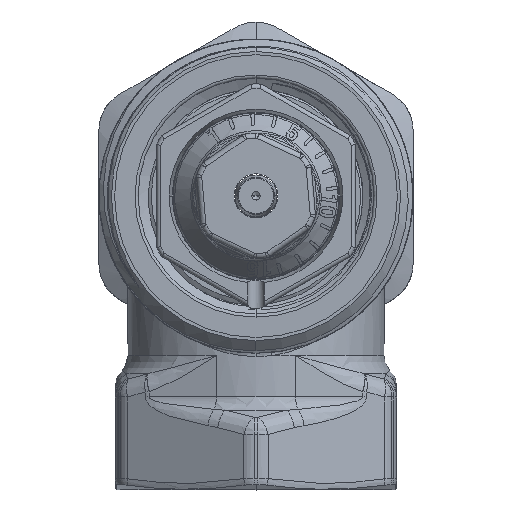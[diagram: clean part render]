
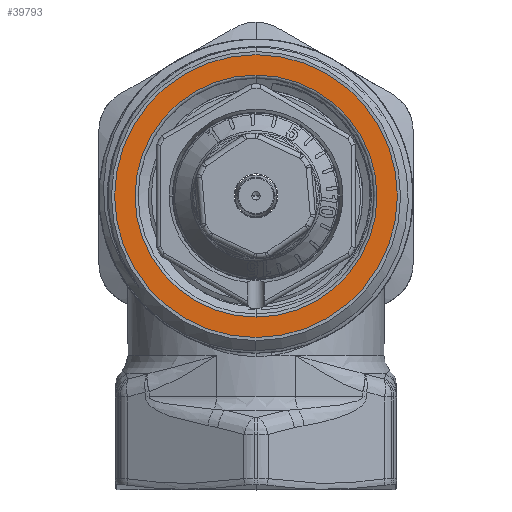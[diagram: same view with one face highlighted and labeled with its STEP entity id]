
A CAD part, top view. The second image highlights one B-rep face of the part: STEP entity #39793.
In plain terms, the highlighted planar face has unit normal (0, 0, 1).
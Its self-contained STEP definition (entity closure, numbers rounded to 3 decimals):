
#16338=CARTESIAN_POINT('',(0.,0.,21.5));
#16339=DIRECTION('',(0.,0.,1.));
#16340=DIRECTION('',(0.,1.,0.));
#16341=AXIS2_PLACEMENT_3D('',#16338,#16339,#16340);
#16351=CARTESIAN_POINT('',(0.,0.,21.5));
#16352=DIRECTION('',(0.,0.,-1.));
#16353=DIRECTION('',(0.,1.,0.));
#16354=AXIS2_PLACEMENT_3D('',#16351,#16352,#16353);
#16356=CARTESIAN_POINT('',(0.,0.,21.5));
#16357=DIRECTION('',(0.,0.,1.));
#16358=DIRECTION('',(0.,1.,0.));
#16359=AXIS2_PLACEMENT_3D('',#16356,#16357,#16358);
#16366=CARTESIAN_POINT('',(0.,0.,21.5));
#16367=DIRECTION('',(0.,0.,1.));
#16368=DIRECTION('',(0.,-1.,0.));
#16369=AXIS2_PLACEMENT_3D('',#16366,#16367,#16368);
#19773=CARTESIAN_POINT('',(0.,13.5,21.5));
#19775=VERTEX_POINT('',#19773);
#19777=CARTESIAN_POINT('',(0.,-13.5,21.5));
#19779=VERTEX_POINT('',#19777);
#19841=CARTESIAN_POINT('',(0.,11.55,21.5));
#19842=CARTESIAN_POINT('',(0.,-11.55,21.5));
#19843=VERTEX_POINT('',#19841);
#19844=VERTEX_POINT('',#19842);
#39778=CARTESIAN_POINT('',(0.,0.,21.5));
#39779=DIRECTION('',(0.,0.,1.));
#39780=DIRECTION('',(0.,1.,0.));
#39781=AXIS2_PLACEMENT_3D('',#39778,#39779,#39780);
#39782=PLANE('',#39781);
#39783=ORIENTED_EDGE('',*,*,#39773,.T.);
#39784=ORIENTED_EDGE('',*,*,#39757,.F.);
#39785=EDGE_LOOP('',(#39783,#39784));
#39786=FACE_OUTER_BOUND('',#39785,.F.);
#39788=ORIENTED_EDGE('',*,*,#39787,.T.);
#39790=ORIENTED_EDGE('',*,*,#39789,.T.);
#39791=EDGE_LOOP('',(#39788,#39790));
#39792=FACE_BOUND('',#39791,.F.);
#39793=ADVANCED_FACE('',(#39786,#39792),#39782,.T.);
#16342=CIRCLE('',#16341,13.5);
#16355=CIRCLE('',#16354,13.5);
#16360=CIRCLE('',#16359,11.55);
#16370=CIRCLE('',#16369,11.55);
#39757=EDGE_CURVE('',#19775,#19779,#16342,.T.);
#39773=EDGE_CURVE('',#19775,#19779,#16355,.T.);
#39787=EDGE_CURVE('',#19843,#19844,#16360,.T.);
#39789=EDGE_CURVE('',#19844,#19843,#16370,.T.);
